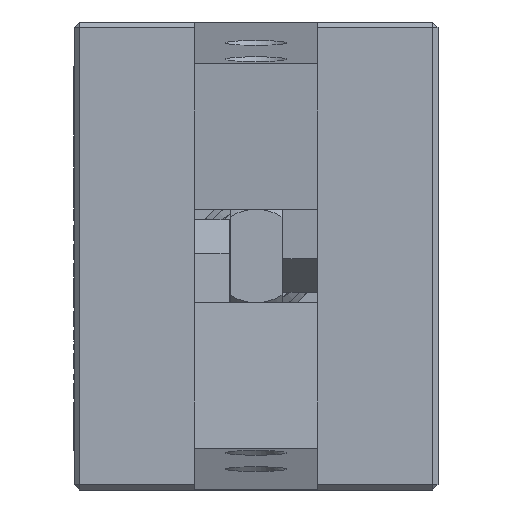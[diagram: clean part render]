
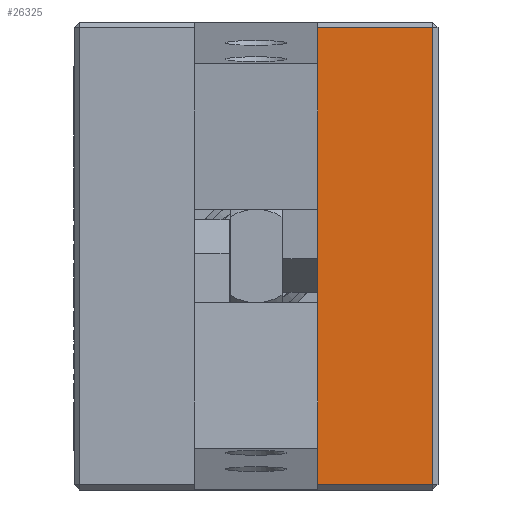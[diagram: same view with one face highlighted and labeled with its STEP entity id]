
A CAD part, left-side view. The second image highlights one B-rep face of the part: STEP entity #26325.
In plain terms, the highlighted planar face has unit normal (-1, 0, 0).
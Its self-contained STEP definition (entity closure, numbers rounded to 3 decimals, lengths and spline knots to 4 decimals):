
#1391=PLANE($,#27289);
#2799=FACE_OUTER_BOUND($,#4514,.T.);
#4514=EDGE_LOOP($,(#23884,#23885,#23886,#23887,#23888,#23889,#23890,#23891));
#6411=LINE($,#53292,#8312);
#6476=LINE($,#53637,#8377);
#6513=LINE($,#53929,#8414);
#6521=LINE($,#53942,#8422);
#6522=LINE($,#53943,#8423);
#6567=LINE($,#54110,#8468);
#6576=LINE($,#54127,#8477);
#6577=LINE($,#54129,#8478);
#8312=VECTOR($,#30395,1.4043);
#8377=VECTOR($,#30554,1.4043);
#8414=VECTOR($,#30685,0.0777);
#8422=VECTOR($,#30693,0.0777);
#8423=VECTOR($,#30694,1.436);
#8468=VECTOR($,#30811,4.4);
#8477=VECTOR($,#30836,1.1075);
#8478=VECTOR($,#30839,1.1075);
#12361=VERTEX_POINT($,#53290);
#12362=VERTEX_POINT($,#53291);
#12426=VERTEX_POINT($,#53635);
#12427=VERTEX_POINT($,#53636);
#12467=VERTEX_POINT($,#53928);
#12472=VERTEX_POINT($,#53940);
#12528=VERTEX_POINT($,#54100);
#12529=VERTEX_POINT($,#54105);
#16069=EDGE_CURVE($,#12361,#12362,#6411,.T.);
#16155=EDGE_CURVE($,#12426,#12427,#6476,.T.);
#16213=EDGE_CURVE($,#12362,#12467,#6513,.T.);
#16221=EDGE_CURVE($,#12472,#12426,#6521,.T.);
#16222=EDGE_CURVE($,#12427,#12361,#6522,.T.);
#16288=EDGE_CURVE($,#12529,#12528,#6567,.T.);
#16297=EDGE_CURVE($,#12467,#12529,#6576,.T.);
#16298=EDGE_CURVE($,#12528,#12472,#6577,.T.);
#23884=ORIENTED_EDGE($,*,*,#16297,.F.);
#23885=ORIENTED_EDGE($,*,*,#16213,.F.);
#23886=ORIENTED_EDGE($,*,*,#16069,.F.);
#23887=ORIENTED_EDGE($,*,*,#16222,.F.);
#23888=ORIENTED_EDGE($,*,*,#16155,.F.);
#23889=ORIENTED_EDGE($,*,*,#16221,.F.);
#23890=ORIENTED_EDGE($,*,*,#16298,.F.);
#23891=ORIENTED_EDGE($,*,*,#16288,.F.);
#26325=ADVANCED_FACE($,(#2799),#1391,.T.);
#27289=AXIS2_PLACEMENT_3D($,#54326,#31062,#31063);
#30395=DIRECTION($,(0.,0.,1.));
#30554=DIRECTION($,(0.,0.,1.));
#30685=DIRECTION($,(0.,0.,1.));
#30693=DIRECTION($,(0.,0.,1.));
#30694=DIRECTION($,(0.,0.,1.));
#30811=DIRECTION($,(0.,0.,-1.));
#30836=DIRECTION($,(0.,-1.,0.));
#30839=DIRECTION($,(0.,1.,0.));
#31062=DIRECTION('center_axis',(-1.,0.,0.));
#31063=DIRECTION('ref_axis',(0.,0.,1.));
#53290=CARTESIAN_POINT('',(0.,1.1575,2.968));
#53291=CARTESIAN_POINT('',(0.,1.1575,4.3723));
#53292=CARTESIAN_POINT($,(0.,1.1575,2.968));
#53635=CARTESIAN_POINT('',(0.,1.1575,0.1277));
#53636=CARTESIAN_POINT('',(0.,1.1575,1.532));
#53637=CARTESIAN_POINT($,(0.,1.1575,0.1277));
#53928=CARTESIAN_POINT('',(0.,1.1575,4.45));
#53929=CARTESIAN_POINT($,(0.,1.1575,4.3723));
#53940=CARTESIAN_POINT('',(0.,1.1575,0.05));
#53942=CARTESIAN_POINT($,(0.,1.1575,0.05));
#53943=CARTESIAN_POINT($,(0.,1.1575,1.532));
#54100=CARTESIAN_POINT('',(0.,0.05,0.05));
#54105=CARTESIAN_POINT('',(0.,0.05,4.45));
#54110=CARTESIAN_POINT($,(0.,0.05,4.45));
#54127=CARTESIAN_POINT($,(0.,1.1575,4.45));
#54129=CARTESIAN_POINT($,(0.,0.05,0.05));
#54326=CARTESIAN_POINT('Origin',(0.,0.,0.));
